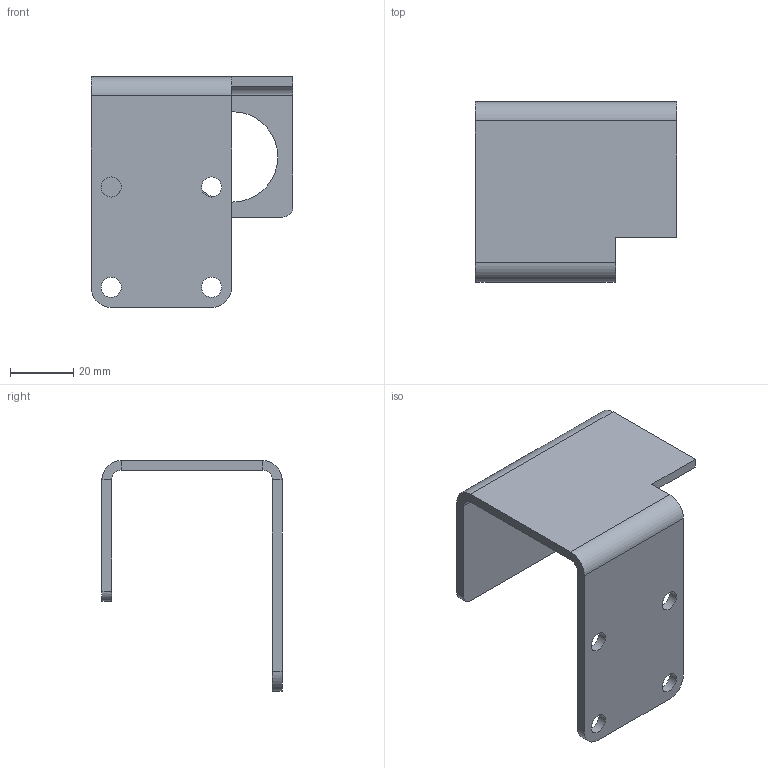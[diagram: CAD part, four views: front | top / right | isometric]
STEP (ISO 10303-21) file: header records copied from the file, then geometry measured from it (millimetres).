
FILE_DESCRIPTION(/* description */ (''),/* implementation_level */ '2;1');
FILE_NAME(/* name */ 'DriveShaftSupport _Flipped.stp',/* time_stamp */ '2024-06-26T19:48:53-04:00',/* author */ ('seene'),/* organization */ (''),/* preprocessor_version */ 'ST-DEVELOPER v20',/* originating_system */ 'Autodesk Inventor 2025',/* authorisation */ '');
FILE_SCHEMA (('AUTOMOTIVE_DESIGN { 1 0 10303 214 3 1 1 }'));
Length unit declared in the file: inch
Products named in the file (1): DriveShaftSupport
Bounding box: 63.82 x 57.02 x 73.03 mm (x, y, z)
Volume: 24736.8 mm3; surface area: 18115.1 mm2
Topology: 1 solids, 1 shells, 33 faces, 77 edges, 46 vertices
Faces by surface type: plane 20, cylinder 13
Full cylindrical faces by diameter (mm): 6.35 x4, 28.575 x1
Entity records: 994 total; most frequent: DIRECTION 171, CARTESIAN_POINT 157, ORIENTED_EDGE 154, EDGE_CURVE 77, AXIS2_PLACEMENT_3D 60, LINE 51, VECTOR 51, VERTEX_POINT 46
